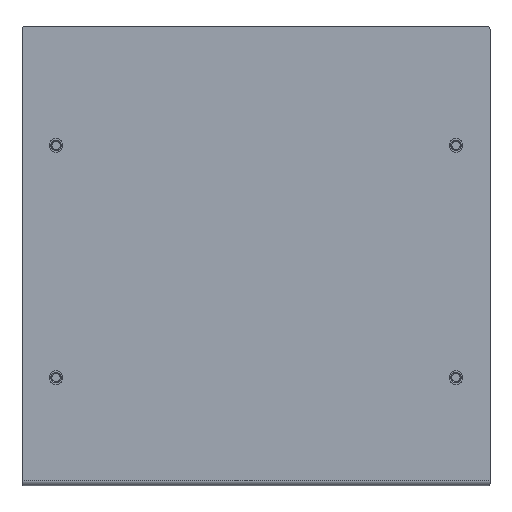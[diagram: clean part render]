
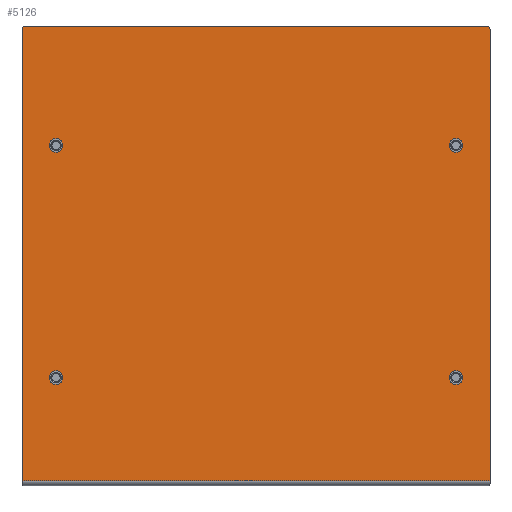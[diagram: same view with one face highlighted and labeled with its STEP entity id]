
A CAD part, top view. The second image highlights one B-rep face of the part: STEP entity #5126.
In plain terms, the highlighted planar face has unit normal (0, 0, 1).
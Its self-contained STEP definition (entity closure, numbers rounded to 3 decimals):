
#71 = CARTESIAN_POINT ( 'NONE',  ( -131.168, 1.228, 30.989 ) ) ;
#98 = CARTESIAN_POINT ( 'NONE',  ( 5.232, 2.228, 30.989 ) ) ;
#121 = EDGE_CURVE ( 'NONE', #3466, #4388, #4922, .T. ) ;
#137 = AXIS2_PLACEMENT_3D ( 'NONE', #4844, #2070, #5310 ) ;
#141 = ORIENTED_EDGE ( 'NONE', *, *, #2983, .T. ) ;
#158 = CARTESIAN_POINT ( 'NONE',  ( -3.768, -100.972, 30.989 ) ) ;
#170 = DIRECTION ( 'NONE',  ( 0., 0., 1. ) ) ;
#220 = AXIS2_PLACEMENT_3D ( 'NONE', #4535, #6166, #4680 ) ;
#257 = CARTESIAN_POINT ( 'NONE',  ( -130.168, 1.228, 30.989 ) ) ;
#261 = EDGE_CURVE ( 'NONE', #935, #2860, #388, .T. ) ;
#296 = DIRECTION ( 'NONE',  ( 0., 0., -1. ) ) ;
#331 = VECTOR ( 'NONE', #1374, 1000. ) ;
#388 = CIRCLE ( 'NONE', #3751, 2. ) ;
#490 = DIRECTION ( 'NONE',  ( 0., 0., 1. ) ) ;
#502 = CARTESIAN_POINT ( 'NONE',  ( -131.168, -131.272, 30.989 ) ) ;
#513 = CARTESIAN_POINT ( 'NONE',  ( -121.168, -100.972, 30.989 ) ) ;
#729 = CARTESIAN_POINT ( 'NONE',  ( -131.168, -131.472, 30.989 ) ) ;
#775 = CIRCLE ( 'NONE', #6415, 2. ) ;
#789 = EDGE_LOOP ( 'NONE', ( #1863, #4123 ) ) ;
#860 = FACE_OUTER_BOUND ( 'NONE', #5256, .T. ) ;
#894 = CARTESIAN_POINT ( 'NONE',  ( -121.168, -32.772, 30.989 ) ) ;
#933 = CARTESIAN_POINT ( 'NONE',  ( -123.168, -100.972, 30.989 ) ) ;
#935 = VERTEX_POINT ( 'NONE', #5792 ) ;
#997 = CIRCLE ( 'NONE', #6294, 2. ) ;
#1037 = ORIENTED_EDGE ( 'NONE', *, *, #4062, .F. ) ;
#1104 = VERTEX_POINT ( 'NONE', #4958 ) ;
#1187 = CARTESIAN_POINT ( 'NONE',  ( -5.768, -32.772, 30.989 ) ) ;
#1209 = VECTOR ( 'NONE', #6148, 1000. ) ;
#1262 = CARTESIAN_POINT ( 'NONE',  ( -271.482, -131.472, 30.989 ) ) ;
#1296 = CARTESIAN_POINT ( 'NONE',  ( -5.768, -100.972, 30.989 ) ) ;
#1333 = DIRECTION ( 'NONE',  ( 0., 0., 1. ) ) ;
#1374 = DIRECTION ( 'NONE',  ( 1., 0., 0. ) ) ;
#1387 = EDGE_CURVE ( 'NONE', #2880, #5725, #3257, .T. ) ;
#1472 = DIRECTION ( 'NONE',  ( 1., 0., 0. ) ) ;
#1558 = AXIS2_PLACEMENT_3D ( 'NONE', #3703, #3049, #4204 ) ;
#1615 = VERTEX_POINT ( 'NONE', #1770 ) ;
#1770 = CARTESIAN_POINT ( 'NONE',  ( -130.168, 2.228, 30.989 ) ) ;
#1862 = CARTESIAN_POINT ( 'NONE',  ( -271.482, 2.228, 30.989 ) ) ;
#1863 = ORIENTED_EDGE ( 'NONE', *, *, #261, .F. ) ;
#2047 = EDGE_LOOP ( 'NONE', ( #2338, #4722 ) ) ;
#2058 = EDGE_CURVE ( 'NONE', #3842, #2995, #4429, .T. ) ;
#2070 = DIRECTION ( 'NONE',  ( 0., 0., 1. ) ) ;
#2162 = CARTESIAN_POINT ( 'NONE',  ( -1.768, -100.972, 30.989 ) ) ;
#2216 = DIRECTION ( 'NONE',  ( 1., 0., 0. ) ) ;
#2286 = CIRCLE ( 'NONE', #137, 2. ) ;
#2338 = ORIENTED_EDGE ( 'NONE', *, *, #2795, .F. ) ;
#2426 = DIRECTION ( 'NONE',  ( -1., 0., 0. ) ) ;
#2568 = AXIS2_PLACEMENT_3D ( 'NONE', #5147, #3604, #6911 ) ;
#2795 = EDGE_CURVE ( 'NONE', #1104, #4902, #2286, .T. ) ;
#2860 = VERTEX_POINT ( 'NONE', #1187 ) ;
#2880 = VERTEX_POINT ( 'NONE', #5448 ) ;
#2927 = CARTESIAN_POINT ( 'NONE',  ( -271.482, -131.272, 30.989 ) ) ;
#2940 = FACE_BOUND ( 'NONE', #6832, .T. ) ;
#2977 = FACE_BOUND ( 'NONE', #5066, .T. ) ;
#2983 = EDGE_CURVE ( 'NONE', #1615, #3466, #2996, .T. ) ;
#2995 = VERTEX_POINT ( 'NONE', #1296 ) ;
#2996 = CIRCLE ( 'NONE', #5820, 1. ) ;
#3007 = CIRCLE ( 'NONE', #1558, 2. ) ;
#3049 = DIRECTION ( 'NONE',  ( 0., 0., 1. ) ) ;
#3257 = CIRCLE ( 'NONE', #220, 1. ) ;
#3466 = VERTEX_POINT ( 'NONE', #71 ) ;
#3604 = DIRECTION ( 'NONE',  ( 0., 0., 1. ) ) ;
#3703 = CARTESIAN_POINT ( 'NONE',  ( -3.768, -32.772, 30.989 ) ) ;
#3740 = EDGE_CURVE ( 'NONE', #2860, #935, #3007, .T. ) ;
#3751 = AXIS2_PLACEMENT_3D ( 'NONE', #5070, #5755, #5717 ) ;
#3752 = EDGE_CURVE ( 'NONE', #5883, #5542, #6394, .T. ) ;
#3842 = VERTEX_POINT ( 'NONE', #2162 ) ;
#3846 = DIRECTION ( 'NONE',  ( 0., 1., 0. ) ) ;
#3917 = DIRECTION ( 'NONE',  ( 1., 0., 0. ) ) ;
#3942 = EDGE_CURVE ( 'NONE', #4388, #4202, #4998, .T. ) ;
#3955 = ORIENTED_EDGE ( 'NONE', *, *, #4982, .F. ) ;
#4036 = FACE_BOUND ( 'NONE', #2047, .T. ) ;
#4062 = EDGE_CURVE ( 'NONE', #5542, #5883, #6728, .T. ) ;
#4087 = AXIS2_PLACEMENT_3D ( 'NONE', #158, #5567, #6658 ) ;
#4103 = ORIENTED_EDGE ( 'NONE', *, *, #121, .T. ) ;
#4123 = ORIENTED_EDGE ( 'NONE', *, *, #3740, .F. ) ;
#4202 = VERTEX_POINT ( 'NONE', #4395 ) ;
#4204 = DIRECTION ( 'NONE',  ( 1., 0., 0. ) ) ;
#4388 = VERTEX_POINT ( 'NONE', #502 ) ;
#4395 = CARTESIAN_POINT ( 'NONE',  ( 6.232, -131.272, 30.989 ) ) ;
#4429 = CIRCLE ( 'NONE', #4087, 2. ) ;
#4477 = CARTESIAN_POINT ( 'NONE',  ( -123.168, -32.772, 30.989 ) ) ;
#4493 = AXIS2_PLACEMENT_3D ( 'NONE', #1262, #296, #5124 ) ;
#4535 = CARTESIAN_POINT ( 'NONE',  ( 5.232, 1.228, 30.989 ) ) ;
#4536 = ORIENTED_EDGE ( 'NONE', *, *, #1387, .T. ) ;
#4680 = DIRECTION ( 'NONE',  ( -1., 0., 0. ) ) ;
#4722 = ORIENTED_EDGE ( 'NONE', *, *, #6324, .F. ) ;
#4802 = ORIENTED_EDGE ( 'NONE', *, *, #2058, .F. ) ;
#4837 = CARTESIAN_POINT ( 'NONE',  ( 6.232, -131.472, 30.989 ) ) ;
#4844 = CARTESIAN_POINT ( 'NONE',  ( -121.168, -100.972, 30.989 ) ) ;
#4902 = VERTEX_POINT ( 'NONE', #933 ) ;
#4922 = LINE ( 'NONE', #729, #6323 ) ;
#4958 = CARTESIAN_POINT ( 'NONE',  ( -119.168, -100.972, 30.989 ) ) ;
#4982 = EDGE_CURVE ( 'NONE', #1615, #5725, #6756, .T. ) ;
#4998 = LINE ( 'NONE', #2927, #1209 ) ;
#5066 = EDGE_LOOP ( 'NONE', ( #4802, #5521 ) ) ;
#5070 = CARTESIAN_POINT ( 'NONE',  ( -3.768, -32.772, 30.989 ) ) ;
#5124 = DIRECTION ( 'NONE',  ( -1., 0., 0. ) ) ;
#5126 = ADVANCED_FACE ( 'NONE', ( #2940, #4036, #2977, #5587, #860 ), #6751, .F. ) ;
#5147 = CARTESIAN_POINT ( 'NONE',  ( -121.168, -32.772, 30.989 ) ) ;
#5256 = EDGE_LOOP ( 'NONE', ( #5307, #4536, #3955, #141, #4103, #6722 ) ) ;
#5307 = ORIENTED_EDGE ( 'NONE', *, *, #5415, .T. ) ;
#5310 = DIRECTION ( 'NONE',  ( 1., 0., 0. ) ) ;
#5415 = EDGE_CURVE ( 'NONE', #4202, #2880, #6431, .T. ) ;
#5448 = CARTESIAN_POINT ( 'NONE',  ( 6.232, 1.228, 30.989 ) ) ;
#5521 = ORIENTED_EDGE ( 'NONE', *, *, #6726, .F. ) ;
#5542 = VERTEX_POINT ( 'NONE', #4477 ) ;
#5567 = DIRECTION ( 'NONE',  ( 0., 0., 1. ) ) ;
#5587 = FACE_BOUND ( 'NONE', #789, .T. ) ;
#5717 = DIRECTION ( 'NONE',  ( 1., 0., 0. ) ) ;
#5725 = VERTEX_POINT ( 'NONE', #98 ) ;
#5755 = DIRECTION ( 'NONE',  ( 0., 0., 1. ) ) ;
#5792 = CARTESIAN_POINT ( 'NONE',  ( -1.768, -32.772, 30.989 ) ) ;
#5820 = AXIS2_PLACEMENT_3D ( 'NONE', #257, #1333, #2426 ) ;
#5883 = VERTEX_POINT ( 'NONE', #6422 ) ;
#6119 = CARTESIAN_POINT ( 'NONE',  ( -3.768, -100.972, 30.989 ) ) ;
#6142 = DIRECTION ( 'NONE',  ( 0., -1., 0. ) ) ;
#6148 = DIRECTION ( 'NONE',  ( 1., 0., 0. ) ) ;
#6166 = DIRECTION ( 'NONE',  ( 0., 0., 1. ) ) ;
#6224 = ORIENTED_EDGE ( 'NONE', *, *, #3752, .F. ) ;
#6294 = AXIS2_PLACEMENT_3D ( 'NONE', #6119, #170, #3917 ) ;
#6323 = VECTOR ( 'NONE', #6142, 1000. ) ;
#6324 = EDGE_CURVE ( 'NONE', #4902, #1104, #775, .T. ) ;
#6394 = CIRCLE ( 'NONE', #6610, 2. ) ;
#6406 = VECTOR ( 'NONE', #3846, 1000. ) ;
#6415 = AXIS2_PLACEMENT_3D ( 'NONE', #513, #6976, #2216 ) ;
#6422 = CARTESIAN_POINT ( 'NONE',  ( -119.168, -32.772, 30.989 ) ) ;
#6431 = LINE ( 'NONE', #4837, #6406 ) ;
#6610 = AXIS2_PLACEMENT_3D ( 'NONE', #894, #490, #1472 ) ;
#6658 = DIRECTION ( 'NONE',  ( 1., 0., 0. ) ) ;
#6722 = ORIENTED_EDGE ( 'NONE', *, *, #3942, .T. ) ;
#6726 = EDGE_CURVE ( 'NONE', #2995, #3842, #997, .T. ) ;
#6728 = CIRCLE ( 'NONE', #2568, 2. ) ;
#6751 = PLANE ( 'NONE',  #4493 ) ;
#6756 = LINE ( 'NONE', #1862, #331 ) ;
#6832 = EDGE_LOOP ( 'NONE', ( #6224, #1037 ) ) ;
#6911 = DIRECTION ( 'NONE',  ( 1., 0., 0. ) ) ;
#6976 = DIRECTION ( 'NONE',  ( 0., 0., 1. ) ) ;
